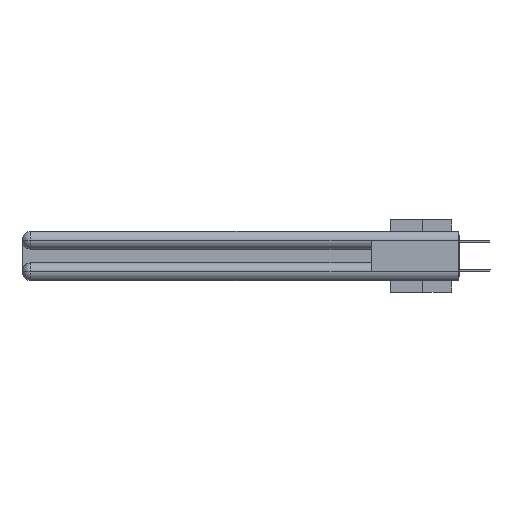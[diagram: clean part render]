
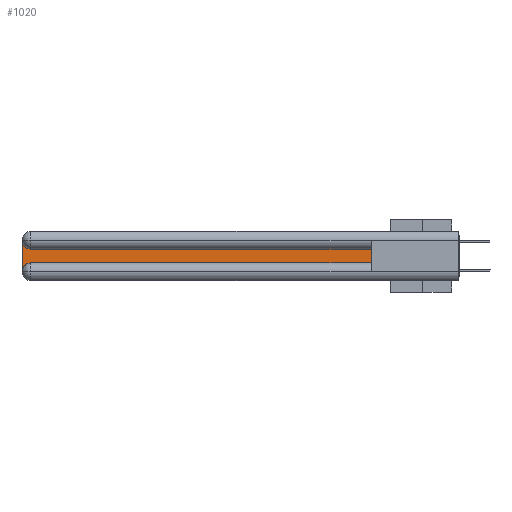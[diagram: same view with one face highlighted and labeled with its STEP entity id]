
A CAD part, left-side view. The second image highlights one B-rep face of the part: STEP entity #1020.
In plain terms, the highlighted planar face has unit normal (-1, 0, 0).
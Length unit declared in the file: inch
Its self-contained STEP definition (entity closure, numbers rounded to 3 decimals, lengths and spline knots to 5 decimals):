
#211 = CARTESIAN_POINT ( 'NONE',  ( 0.075, 3., -0.2775 ) ) ;
#992 = LINE ( 'NONE', #18110, #17949 ) ;
#1020 = ADVANCED_FACE ( 'NONE', ( #15123 ), #20334, .F. ) ;
#1161 = ORIENTED_EDGE ( 'NONE', *, *, #4553, .T. ) ;
#1735 = VERTEX_POINT ( 'NONE', #211 ) ;
#3153 = DIRECTION ( 'NONE',  ( 1., 0., 0. ) ) ;
#3274 = CARTESIAN_POINT ( 'NONE',  ( 0.075, 0.6, -0.2175 ) ) ;
#4553 = EDGE_CURVE ( 'NONE', #31158, #5588, #14351, .T. ) ;
#4560 = CARTESIAN_POINT ( 'NONE',  ( 0.075, 3., -0.1225 ) ) ;
#4644 = ORIENTED_EDGE ( 'NONE', *, *, #5386, .T. ) ;
#4784 = CIRCLE ( 'NONE', #26155, 0.06 ) ;
#5204 = ORIENTED_EDGE ( 'NONE', *, *, #15046, .T. ) ;
#5386 = EDGE_CURVE ( 'NONE', #1735, #23482, #11591, .T. ) ;
#5588 = VERTEX_POINT ( 'NONE', #21915 ) ;
#7648 = VECTOR ( 'NONE', #11257, 39.37008 ) ;
#8436 = DIRECTION ( 'NONE',  ( 0., 0., 1. ) ) ;
#11257 = DIRECTION ( 'NONE',  ( 0., -1., 0. ) ) ;
#11591 = CIRCLE ( 'NONE', #15896, 0.06 ) ;
#13515 = DIRECTION ( 'NONE',  ( 1., 0., 0. ) ) ;
#14146 = VERTEX_POINT ( 'NONE', #23982 ) ;
#14351 = LINE ( 'NONE', #20052, #22857 ) ;
#15046 = EDGE_CURVE ( 'NONE', #25538, #1735, #992, .T. ) ;
#15123 = FACE_OUTER_BOUND ( 'NONE', #20090, .T. ) ;
#15896 = AXIS2_PLACEMENT_3D ( 'NONE', #16211, #13515, #24410 ) ;
#15946 = DIRECTION ( 'NONE',  ( 0., 0., -1. ) ) ;
#16211 = CARTESIAN_POINT ( 'NONE',  ( 0.075, 2.94, -0.2775 ) ) ;
#16308 = LINE ( 'NONE', #16641, #7648 ) ;
#16641 = CARTESIAN_POINT ( 'NONE',  ( 0.075, 0.6, -0.2175 ) ) ;
#16662 = CARTESIAN_POINT ( 'NONE',  ( 0.075, 0.6, -0.1225 ) ) ;
#16711 = DIRECTION ( 'NONE',  ( 0., 1., 0. ) ) ;
#17693 = CARTESIAN_POINT ( 'NONE',  ( 0.075, 2.94, -0.2175 ) ) ;
#17949 = VECTOR ( 'NONE', #15946, 39.37008 ) ;
#18110 = CARTESIAN_POINT ( 'NONE',  ( 0.075, 3., -0.2175 ) ) ;
#20052 = CARTESIAN_POINT ( 'NONE',  ( 0.075, 0.6, -0.1225 ) ) ;
#20090 = EDGE_LOOP ( 'NONE', ( #1161, #31318, #5204, #4644, #23840, #26847 ) ) ;
#20334 = PLANE ( 'NONE',  #25155 ) ;
#20475 = VECTOR ( 'NONE', #8436, 39.37008 ) ;
#21915 = CARTESIAN_POINT ( 'NONE',  ( 0.075, 2.94, -0.1225 ) ) ;
#22857 = VECTOR ( 'NONE', #16711, 39.37008 ) ;
#23482 = VERTEX_POINT ( 'NONE', #17693 ) ;
#23721 = EDGE_CURVE ( 'NONE', #14146, #31158, #28715, .T. ) ;
#23840 = ORIENTED_EDGE ( 'NONE', *, *, #25571, .T. ) ;
#23982 = CARTESIAN_POINT ( 'NONE',  ( 0.075, 0.6, -0.2175 ) ) ;
#24410 = DIRECTION ( 'NONE',  ( 0., 0., -1. ) ) ;
#25155 = AXIS2_PLACEMENT_3D ( 'NONE', #4560, #27646, #25310 ) ;
#25310 = DIRECTION ( 'NONE',  ( 0., 0., -1. ) ) ;
#25538 = VERTEX_POINT ( 'NONE', #28330 ) ;
#25571 = EDGE_CURVE ( 'NONE', #23482, #14146, #16308, .T. ) ;
#26155 = AXIS2_PLACEMENT_3D ( 'NONE', #28583, #3153, #28755 ) ;
#26847 = ORIENTED_EDGE ( 'NONE', *, *, #23721, .T. ) ;
#27646 = DIRECTION ( 'NONE',  ( 1., 0., 0. ) ) ;
#28330 = CARTESIAN_POINT ( 'NONE',  ( 0.075, 3., -0.0625 ) ) ;
#28583 = CARTESIAN_POINT ( 'NONE',  ( 0.075, 2.94, -0.0625 ) ) ;
#28715 = LINE ( 'NONE', #3274, #20475 ) ;
#28755 = DIRECTION ( 'NONE',  ( 0., 0., -1. ) ) ;
#31158 = VERTEX_POINT ( 'NONE', #16662 ) ;
#31318 = ORIENTED_EDGE ( 'NONE', *, *, #31528, .T. ) ;
#31528 = EDGE_CURVE ( 'NONE', #5588, #25538, #4784, .T. ) ;
